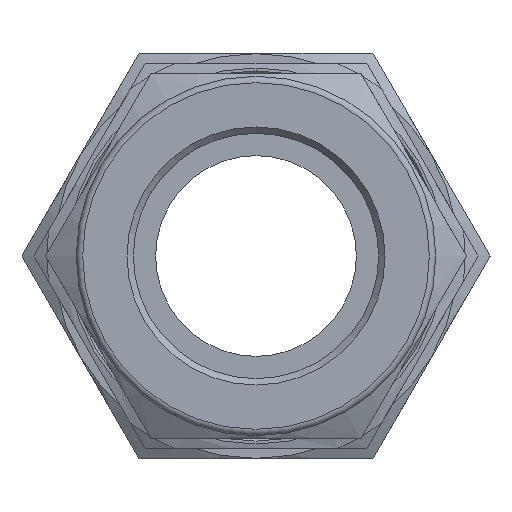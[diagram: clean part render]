
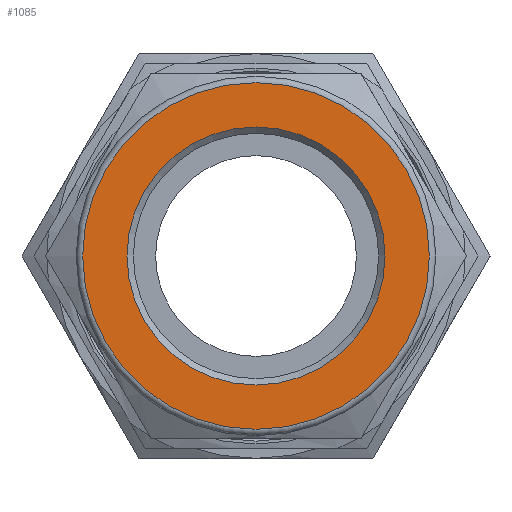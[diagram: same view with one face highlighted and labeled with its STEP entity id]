
A CAD part, left-side view. The second image highlights one B-rep face of the part: STEP entity #1085.
In plain terms, the highlighted planar face has unit normal (-1, 0, 0).
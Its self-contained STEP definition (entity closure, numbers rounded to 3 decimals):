
#73=FACE_BOUND('',#241,.T.);
#108=CIRCLE('',#1202,10.125);
#109=CIRCLE('',#1204,13.6);
#168=FACE_OUTER_BOUND('',#240,.T.);
#240=EDGE_LOOP('',(#805));
#241=EDGE_LOOP('',(#806));
#475=VERTEX_POINT('',#1757);
#476=VERTEX_POINT('',#1761);
#600=EDGE_CURVE('',#475,#475,#108,.T.);
#601=EDGE_CURVE('',#476,#476,#109,.T.);
#805=ORIENTED_EDGE('',*,*,#601,.F.);
#806=ORIENTED_EDGE('',*,*,#600,.T.);
#1042=PLANE('',#1203);
#1085=ADVANCED_FACE('',(#168,#73),#1042,.T.);
#1202=AXIS2_PLACEMENT_3D('',#1759,#1409,#1410);
#1203=AXIS2_PLACEMENT_3D('',#1760,#1411,#1412);
#1204=AXIS2_PLACEMENT_3D('',#1762,#1413,#1414);
#1409=DIRECTION('center_axis',(1.,0.,0.));
#1410=DIRECTION('ref_axis',(0.,0.,-1.));
#1411=DIRECTION('center_axis',(-1.,0.,0.));
#1412=DIRECTION('ref_axis',(0.,0.,1.));
#1413=DIRECTION('center_axis',(1.,0.,0.));
#1414=DIRECTION('ref_axis',(0.,0.,-1.));
#1757=CARTESIAN_POINT('',(1.431,-10.125,0.));
#1759=CARTESIAN_POINT('Origin',(1.431,0.,0.));
#1760=CARTESIAN_POINT('Origin',(1.431,13.6,0.));
#1761=CARTESIAN_POINT('',(1.431,0.,13.6));
#1762=CARTESIAN_POINT('Origin',(1.431,0.,0.));
